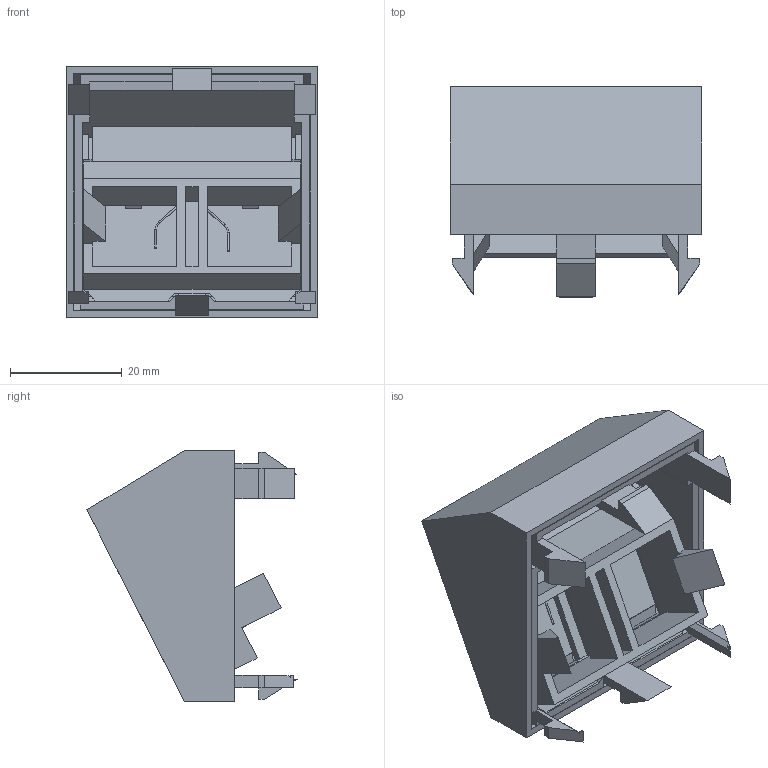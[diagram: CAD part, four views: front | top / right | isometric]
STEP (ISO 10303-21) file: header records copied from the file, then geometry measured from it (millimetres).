
FILE_DESCRIPTION (( 'STEP AP214' ), '1' );
FILE_NAME ('6119298.stp', '2018-10-12T10:55:09', ( '' ), ( '' ), 'SwSTEP 2.0', 'SolidWorks 2018', '' );
FILE_SCHEMA (( 'AUTOMOTIVE_DESIGN' ));
Length unit declared in the file: millimetre
Products named in the file (9): 014689_Standard; 014696_Standard; 014695_Standard; 6119298; 021560_Standard; 021679_Standard; 042879_Standard; 021339_Standard; 018639_Standard
Assembly tree (9 placements, depth 3):
  6119298
    021339_Standard
      014695_Standard
      014696_Standard
      014689_Standard  x2
      018639_Standard
    042879_Standard
    021679_Standard
    021560_Standard
Bounding box: 45 x 37.7 x 45 mm (x, y, z)
Volume: 15241.5 mm3; surface area: 24918.8 mm2
Topology: 8 solids, 8 shells, 297 faces, 821 edges, 530 vertices
Faces by surface type: plane 275, cylinder 16, torus 4, bspline 2
Entity records: 9643 total; most frequent: CARTESIAN_POINT 2147, ORIENTED_EDGE 1546, DIRECTION 1385, EDGE_CURVE 773, VECTOR 737, LINE 737, VERTEX_POINT 498, AXIS2_PLACEMENT_3D 324
